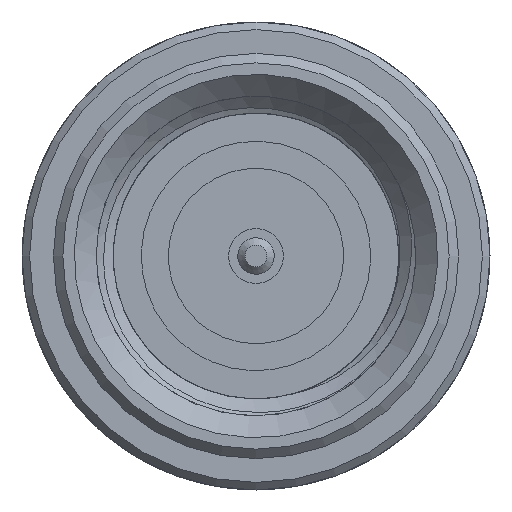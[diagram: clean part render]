
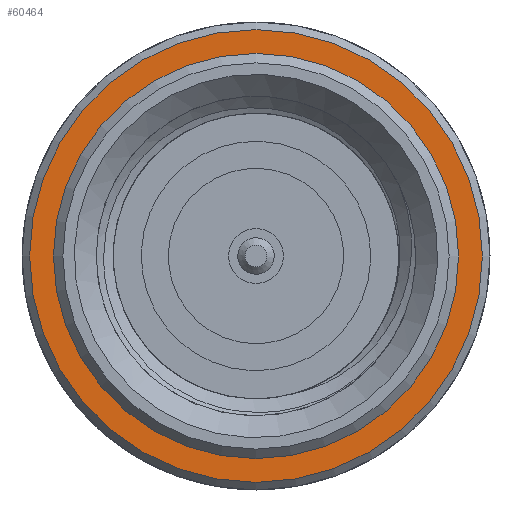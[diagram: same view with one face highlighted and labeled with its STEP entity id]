
A CAD part, left-side view. The second image highlights one B-rep face of the part: STEP entity #60464.
In plain terms, the highlighted planar face has unit normal (-1, 0, 0).
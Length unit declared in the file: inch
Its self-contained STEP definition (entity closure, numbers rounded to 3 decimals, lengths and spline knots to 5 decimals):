
#2741 = CARTESIAN_POINT ( 'NONE',  ( 0.03189, 0.30987, 0. ) ) ;
#4264 = DIRECTION ( 'NONE',  ( 0., 1., 0. ) ) ;
#6067 = DIRECTION ( 'NONE',  ( 0., 0., 1. ) ) ;
#6171 = DIRECTION ( 'NONE',  ( 1., 0., 0. ) ) ;
#8005 = AXIS2_PLACEMENT_3D ( 'NONE', #40644, #6171, #50481 ) ;
#8195 = VERTEX_POINT ( 'NONE', #2741 ) ;
#9707 = CARTESIAN_POINT ( 'NONE',  ( 0.03189, 0., 0. ) ) ;
#10065 = DIRECTION ( 'NONE',  ( 1., 0., 0. ) ) ;
#16935 = CIRCLE ( 'NONE', #70354, 0.27725 ) ;
#21056 = EDGE_CURVE ( 'NONE', #46703, #46703, #16935, .T. ) ;
#23077 = FACE_BOUND ( 'NONE', #34707, .T. ) ;
#24198 = CIRCLE ( 'NONE', #8005, 0.30987 ) ;
#26559 = ORIENTED_EDGE ( 'NONE', *, *, #46773, .F. ) ;
#33969 = DIRECTION ( 'NONE',  ( -1., 0., 0. ) ) ;
#34707 = EDGE_LOOP ( 'NONE', ( #53238 ) ) ;
#40644 = CARTESIAN_POINT ( 'NONE',  ( 0.03189, 0., 0. ) ) ;
#44926 = FACE_OUTER_BOUND ( 'NONE', #71697, .T. ) ;
#46703 = VERTEX_POINT ( 'NONE', #62785 ) ;
#46773 = EDGE_CURVE ( 'NONE', #8195, #8195, #24198, .T. ) ;
#50372 = CARTESIAN_POINT ( 'NONE',  ( 0.03189, 0.27725, 0. ) ) ;
#50481 = DIRECTION ( 'NONE',  ( 0., 1., 0. ) ) ;
#53238 = ORIENTED_EDGE ( 'NONE', *, *, #21056, .T. ) ;
#60464 = ADVANCED_FACE ( 'NONE', ( #23077, #44926 ), #67512, .T. ) ;
#62785 = CARTESIAN_POINT ( 'NONE',  ( 0.03189, 0.27725, 0. ) ) ;
#67512 = PLANE ( 'NONE',  #69571 ) ;
#69571 = AXIS2_PLACEMENT_3D ( 'NONE', #50372, #33969, #6067 ) ;
#70354 = AXIS2_PLACEMENT_3D ( 'NONE', #9707, #10065, #4264 ) ;
#71697 = EDGE_LOOP ( 'NONE', ( #26559 ) ) ;
